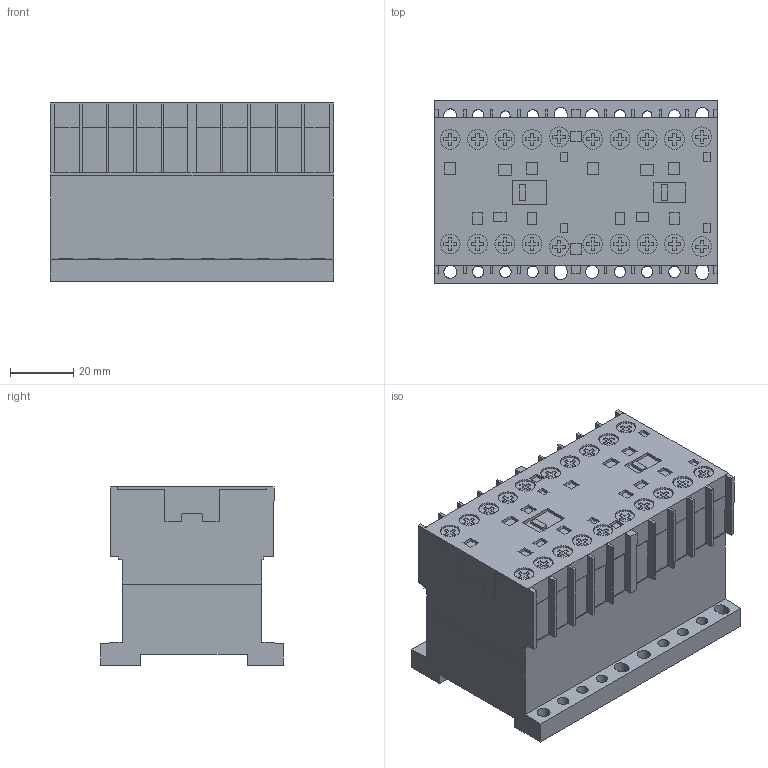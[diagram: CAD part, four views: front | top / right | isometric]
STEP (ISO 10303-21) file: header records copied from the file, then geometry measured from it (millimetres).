
FILE_DESCRIPTION((''),'2;1');
FILE_NAME('SB105179_3D_COLOUR','2013-07-17T',('SESA231906'),('Schneider-Electric'),'PRO/ENGINEER BY PARAMETRIC TECHNOLOGY CORPORATION, 2011410','PRO/ENGINEER BY PARAMETRIC TECHNOLOGY CORPORATION, 2011410','');
FILE_SCHEMA(('CONFIG_CONTROL_DESIGN'));
Length unit declared in the file: millimetre
Products named in the file (1): SB105179_3D_COLOUR
Bounding box: 90 x 58 x 56.7 mm (x, y, z)
Volume: 228168.2 mm3; surface area: 31357.9 mm2
Topology: 1 solids, 1 shells, 662 faces, 1780 edges, 1180 vertices
Faces by surface type: plane 582, cylinder 80
Entity records: 20920 total; most frequent: CARTESIAN_POINT 4228, ORIENTED_EDGE 3560, DIRECTION 3140, EDGE_CURVE 1780, VECTOR 1576, LINE 1576, VERTEX_POINT 1180, AXIS2_PLACEMENT_3D 782
